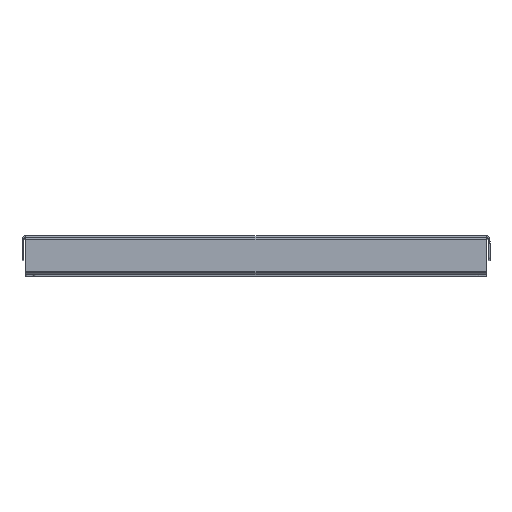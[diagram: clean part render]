
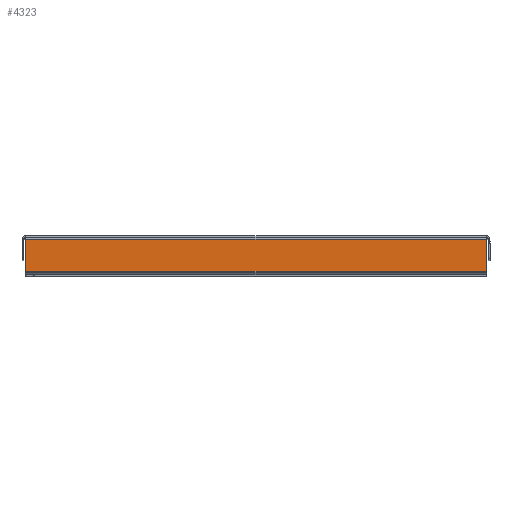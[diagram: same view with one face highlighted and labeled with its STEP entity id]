
A CAD part, top view. The second image highlights one B-rep face of the part: STEP entity #4323.
In plain terms, the highlighted planar face has unit normal (0, 0, 1).
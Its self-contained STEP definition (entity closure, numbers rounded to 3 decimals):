
#268 = DIRECTION ( 'NONE',  ( -1., 0., 0. ) ) ;
#728 = EDGE_CURVE ( 'NONE', #6346, #7720, #12281, .T. ) ;
#752 = VECTOR ( 'NONE', #5500, 1000. ) ;
#886 = VECTOR ( 'NONE', #8740, 1000. ) ;
#931 = DIRECTION ( 'NONE',  ( 0., -1., 0. ) ) ;
#1280 = VECTOR ( 'NONE', #4635, 1000. ) ;
#1333 = LINE ( 'NONE', #7021, #10811 ) ;
#1677 = PLANE ( 'NONE',  #2122 ) ;
#2122 = AXIS2_PLACEMENT_3D ( 'NONE', #9438, #10317, #931 ) ;
#2560 = EDGE_CURVE ( 'NONE', #10256, #7720, #6870, .T. ) ;
#3123 = EDGE_CURVE ( 'NONE', #7997, #10256, #1333, .T. ) ;
#3662 = FACE_OUTER_BOUND ( 'NONE', #5536, .T. ) ;
#4012 = CARTESIAN_POINT ( 'NONE',  ( -196., -1.5, 399. ) ) ;
#4323 = ADVANCED_FACE ( 'NONE', ( #3662 ), #1677, .T. ) ;
#4635 = DIRECTION ( 'NONE',  ( -1., 0., 0. ) ) ;
#4791 = CARTESIAN_POINT ( 'NONE',  ( -196., -30., 399. ) ) ;
#4982 = CARTESIAN_POINT ( 'NONE',  ( -196., -3., 399. ) ) ;
#5500 = DIRECTION ( 'NONE',  ( 0., -1., 0. ) ) ;
#5536 = EDGE_LOOP ( 'NONE', ( #8508, #11726, #8629, #6581 ) ) ;
#6346 = VERTEX_POINT ( 'NONE', #9483 ) ;
#6581 = ORIENTED_EDGE ( 'NONE', *, *, #3123, .F. ) ;
#6870 = LINE ( 'NONE', #4012, #886 ) ;
#7021 = CARTESIAN_POINT ( 'NONE',  ( -196., -30., 399. ) ) ;
#7529 = EDGE_CURVE ( 'NONE', #6346, #7997, #12197, .T. ) ;
#7720 = VERTEX_POINT ( 'NONE', #4982 ) ;
#7997 = VERTEX_POINT ( 'NONE', #10571 ) ;
#8508 = ORIENTED_EDGE ( 'NONE', *, *, #7529, .F. ) ;
#8520 = CARTESIAN_POINT ( 'NONE',  ( 196., -30., 399. ) ) ;
#8629 = ORIENTED_EDGE ( 'NONE', *, *, #2560, .F. ) ;
#8740 = DIRECTION ( 'NONE',  ( 0., 1., 0. ) ) ;
#9438 = CARTESIAN_POINT ( 'NONE',  ( 0., 0., 399. ) ) ;
#9483 = CARTESIAN_POINT ( 'NONE',  ( 196., -3., 399. ) ) ;
#10256 = VERTEX_POINT ( 'NONE', #4791 ) ;
#10317 = DIRECTION ( 'NONE',  ( 0., 0., 1. ) ) ;
#10571 = CARTESIAN_POINT ( 'NONE',  ( 196., -30., 399. ) ) ;
#10811 = VECTOR ( 'NONE', #268, 1000. ) ;
#11353 = CARTESIAN_POINT ( 'NONE',  ( 0., -3., 399. ) ) ;
#11726 = ORIENTED_EDGE ( 'NONE', *, *, #728, .T. ) ;
#12197 = LINE ( 'NONE', #8520, #752 ) ;
#12281 = LINE ( 'NONE', #11353, #1280 ) ;
